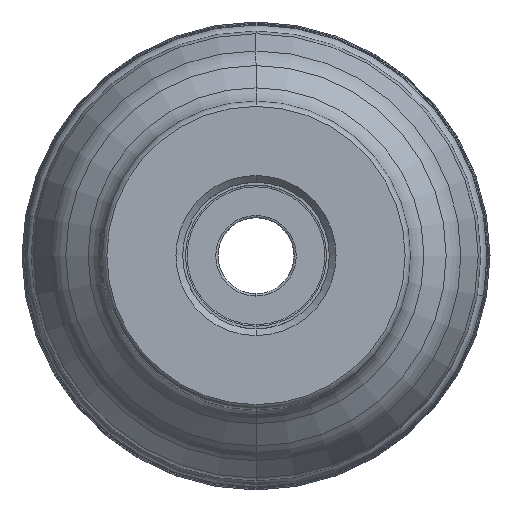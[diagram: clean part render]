
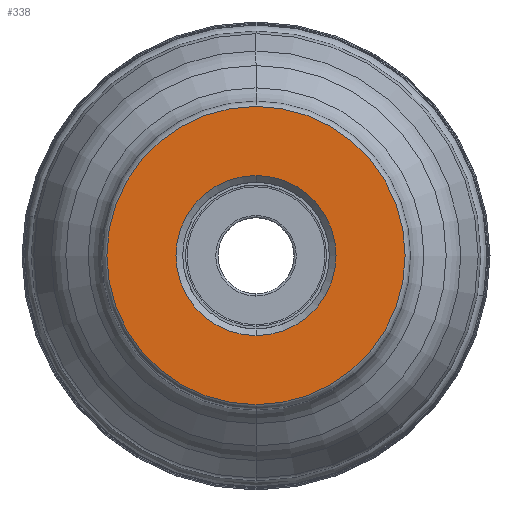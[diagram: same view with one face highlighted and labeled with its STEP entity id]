
A CAD part, top view. The second image highlights one B-rep face of the part: STEP entity #338.
In plain terms, the highlighted planar face has unit normal (0, 0, 1).
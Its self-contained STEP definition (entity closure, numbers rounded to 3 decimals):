
#46=PLANE('',#3295);
#56=FACE_BOUND('',#692,.T.);
#57=FACE_BOUND('',#693,.T.);
#338=ADVANCED_FACE('',(#56,#57),#46,.T.);
#692=EDGE_LOOP('',(#1312,#1313,#1314,#1315));
#693=EDGE_LOOP('',(#1316,#1317));
#1312=ORIENTED_EDGE('',*,*,#2026,.T.);
#1313=ORIENTED_EDGE('',*,*,#2027,.T.);
#1314=ORIENTED_EDGE('',*,*,#2028,.F.);
#1315=ORIENTED_EDGE('',*,*,#2029,.F.);
#1316=ORIENTED_EDGE('',*,*,#2023,.F.);
#1317=ORIENTED_EDGE('',*,*,#2025,.F.);
#1666=VERTEX_POINT('',#6228);
#1667=VERTEX_POINT('',#6230);
#1668=VERTEX_POINT('',#6236);
#1669=VERTEX_POINT('',#6237);
#1670=VERTEX_POINT('',#6239);
#1671=VERTEX_POINT('',#6241);
#2023=EDGE_CURVE('',#1666,#1667,#2441,.T.);
#2025=EDGE_CURVE('',#1667,#1666,#2442,.T.);
#2026=EDGE_CURVE('',#1668,#1669,#2443,.T.);
#2027=EDGE_CURVE('',#1669,#1670,#2444,.T.);
#2028=EDGE_CURVE('',#1671,#1670,#2445,.T.);
#2029=EDGE_CURVE('',#1668,#1671,#2446,.T.);
#2441=CIRCLE('',#3287,14.4);
#2442=CIRCLE('',#3289,14.4);
#2443=CIRCLE('',#3291,26.834);
#2444=CIRCLE('',#3292,26.834);
#2445=CIRCLE('',#3293,26.834);
#2446=CIRCLE('',#3294,26.834);
#3287=AXIS2_PLACEMENT_3D('',#6229,#4237,#4238);
#3289=AXIS2_PLACEMENT_3D('',#6233,#4242,#4243);
#3291=AXIS2_PLACEMENT_3D('',#6235,#4246,#4247);
#3292=AXIS2_PLACEMENT_3D('',#6238,#4248,#4249);
#3293=AXIS2_PLACEMENT_3D('',#6240,#4250,#4251);
#3294=AXIS2_PLACEMENT_3D('',#6242,#4252,#4253);
#3295=AXIS2_PLACEMENT_3D('',#6243,#4254,#4255);
#4237=DIRECTION('',(0.,0.,1.));
#4238=DIRECTION('',(0.,-1.,0.));
#4242=DIRECTION('',(0.,0.,1.));
#4243=DIRECTION('',(0.,1.,0.));
#4246=DIRECTION('',(0.,0.,1.));
#4247=DIRECTION('',(0.,-1.,0.));
#4248=DIRECTION('',(0.,0.,1.));
#4249=DIRECTION('',(0.,-1.,0.));
#4250=DIRECTION('',(0.,0.,-1.));
#4251=DIRECTION('',(0.,1.,0.));
#4252=DIRECTION('',(0.,0.,-1.));
#4253=DIRECTION('',(0.,1.,0.));
#4254=DIRECTION('',(0.,0.,1.));
#4255=DIRECTION('',(0.,-1.,0.));
#6228=CARTESIAN_POINT('',(0.,-14.4,0.));
#6229=CARTESIAN_POINT('',(0.,0.,0.));
#6230=CARTESIAN_POINT('',(0.,14.4,0.));
#6233=CARTESIAN_POINT('',(0.,0.,0.));
#6235=CARTESIAN_POINT('',(0.,0.,0.));
#6236=CARTESIAN_POINT('',(-0.016,26.834,0.));
#6237=CARTESIAN_POINT('',(0.,-26.834,0.));
#6238=CARTESIAN_POINT('',(0.,0.,0.));
#6239=CARTESIAN_POINT('',(0.016,-26.834,0.));
#6240=CARTESIAN_POINT('',(0.,0.,0.));
#6241=CARTESIAN_POINT('',(0.,26.834,0.));
#6242=CARTESIAN_POINT('',(0.,0.,0.));
#6243=CARTESIAN_POINT('',(0.,0.,0.));
